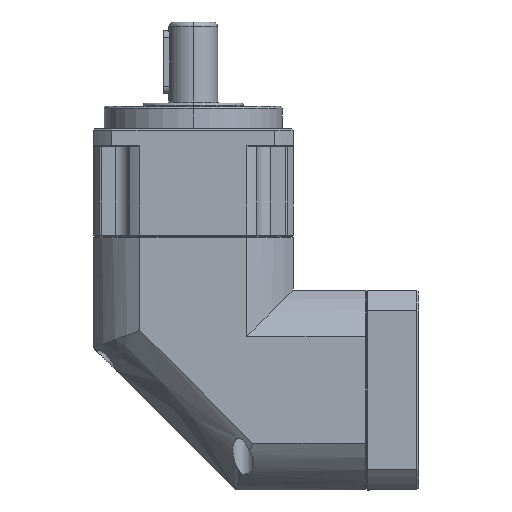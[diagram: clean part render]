
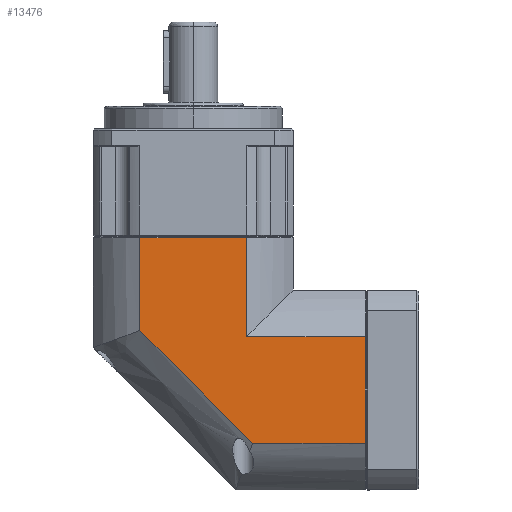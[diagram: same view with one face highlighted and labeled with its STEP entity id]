
A CAD part, left-side view. The second image highlights one B-rep face of the part: STEP entity #13476.
In plain terms, the highlighted face is planar.
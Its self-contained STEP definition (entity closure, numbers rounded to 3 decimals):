
#1289 = EDGE_CURVE ( 'NONE', #16269, #7041, #6116, .T. ) ;
#1484 = CARTESIAN_POINT ( 'NONE',  ( 93.1, -123., 0. ) ) ;
#1636 = ORIENTED_EDGE ( 'NONE', *, *, #10715, .F. ) ;
#1757 = CARTESIAN_POINT ( 'NONE',  ( 93.1, -71.743, 0. ) ) ;
#1846 = EDGE_CURVE ( 'NONE', #8480, #16394, #11208, .T. ) ;
#2326 = CARTESIAN_POINT ( 'NONE',  ( 42.357, -21., 0. ) ) ;
#2330 = EDGE_LOOP ( 'NONE', ( #8281, #5564, #4131, #1636, #8523, #14883, #12629 ) ) ;
#2485 = LINE ( 'NONE', #8484, #19179 ) ;
#2774 = CARTESIAN_POINT ( 'NONE',  ( 45.1, -69., 0. ) ) ;
#3120 = VECTOR ( 'NONE', #7563, 1000. ) ;
#3257 = DIRECTION ( 'NONE',  ( 0., 1., 0. ) ) ;
#3963 = DIRECTION ( 'NONE',  ( 0., -1., 0. ) ) ;
#4131 = ORIENTED_EDGE ( 'NONE', *, *, #15779, .F. ) ;
#5046 = CARTESIAN_POINT ( 'NONE',  ( 0.5, -69., 0. ) ) ;
#5366 = CARTESIAN_POINT ( 'NONE',  ( 67.728, -46.372, 0. ) ) ;
#5564 = ORIENTED_EDGE ( 'NONE', *, *, #1846, .F. ) ;
#5875 = DIRECTION ( 'NONE',  ( 1., 0., 0. ) ) ;
#6116 = LINE ( 'NONE', #5366, #8006 ) ;
#6185 = DIRECTION ( 'NONE',  ( 1., 0., 0. ) ) ;
#6332 = LINE ( 'NONE', #1484, #14642 ) ;
#6722 = VECTOR ( 'NONE', #5875, 1000. ) ;
#7041 = VERTEX_POINT ( 'NONE', #1757 ) ;
#7155 = DIRECTION ( 'NONE',  ( 0.707, -0.707, 0. ) ) ;
#7563 = DIRECTION ( 'NONE',  ( 0., -1., 0. ) ) ;
#7838 = VERTEX_POINT ( 'NONE', #16579 ) ;
#8006 = VECTOR ( 'NONE', #7155, 1000. ) ;
#8096 = CARTESIAN_POINT ( 'NONE',  ( 0.5, -21., 0. ) ) ;
#8281 = ORIENTED_EDGE ( 'NONE', *, *, #9914, .F. ) ;
#8480 = VERTEX_POINT ( 'NONE', #10431 ) ;
#8484 = CARTESIAN_POINT ( 'NONE',  ( 0., -21., 0. ) ) ;
#8523 = ORIENTED_EDGE ( 'NONE', *, *, #1289, .T. ) ;
#8620 = VERTEX_POINT ( 'NONE', #15766 ) ;
#8722 = DIRECTION ( 'NONE',  ( 0., 0., 1. ) ) ;
#9914 = EDGE_CURVE ( 'NONE', #16394, #8620, #20733, .T. ) ;
#10170 = DIRECTION ( 'NONE',  ( -1., 0., 0. ) ) ;
#10431 = CARTESIAN_POINT ( 'NONE',  ( 0.5, -69., 0. ) ) ;
#10715 = EDGE_CURVE ( 'NONE', #16269, #20971, #2485, .T. ) ;
#11208 = LINE ( 'NONE', #5046, #6722 ) ;
#12002 = EDGE_CURVE ( 'NONE', #8620, #7838, #12978, .T. ) ;
#12629 = ORIENTED_EDGE ( 'NONE', *, *, #12002, .F. ) ;
#12840 = CARTESIAN_POINT ( 'NONE',  ( 63.075, -122.5, 0. ) ) ;
#12978 = LINE ( 'NONE', #12840, #16788 ) ;
#13476 = ADVANCED_FACE ( 'NONE', ( #20865 ), #19917, .F. ) ;
#14642 = VECTOR ( 'NONE', #3257, 1000. ) ;
#14883 = ORIENTED_EDGE ( 'NONE', *, *, #18565, .F. ) ;
#15762 = CARTESIAN_POINT ( 'NONE',  ( 45.1, -119., 0. ) ) ;
#15766 = CARTESIAN_POINT ( 'NONE',  ( 45.1, -122.5, 0. ) ) ;
#15779 = EDGE_CURVE ( 'NONE', #20971, #8480, #18451, .T. ) ;
#16269 = VERTEX_POINT ( 'NONE', #2326 ) ;
#16386 = VECTOR ( 'NONE', #3963, 1000. ) ;
#16394 = VERTEX_POINT ( 'NONE', #2774 ) ;
#16579 = CARTESIAN_POINT ( 'NONE',  ( 93.1, -122.5, 0. ) ) ;
#16788 = VECTOR ( 'NONE', #6185, 1000. ) ;
#18451 = LINE ( 'NONE', #18924, #16386 ) ;
#18533 = CARTESIAN_POINT ( 'NONE',  ( 57.05, -60.5, 0. ) ) ;
#18565 = EDGE_CURVE ( 'NONE', #7838, #7041, #6332, .T. ) ;
#18924 = CARTESIAN_POINT ( 'NONE',  ( 0.5, -30.25, 0. ) ) ;
#19179 = VECTOR ( 'NONE', #10170, 1000. ) ;
#19917 = PLANE ( 'NONE',  #20795 ) ;
#20124 = DIRECTION ( 'NONE',  ( 1., 0., 0. ) ) ;
#20733 = LINE ( 'NONE', #15762, #3120 ) ;
#20795 = AXIS2_PLACEMENT_3D ( 'NONE', #18533, #8722, #20124 ) ;
#20865 = FACE_OUTER_BOUND ( 'NONE', #2330, .T. ) ;
#20971 = VERTEX_POINT ( 'NONE', #8096 ) ;
